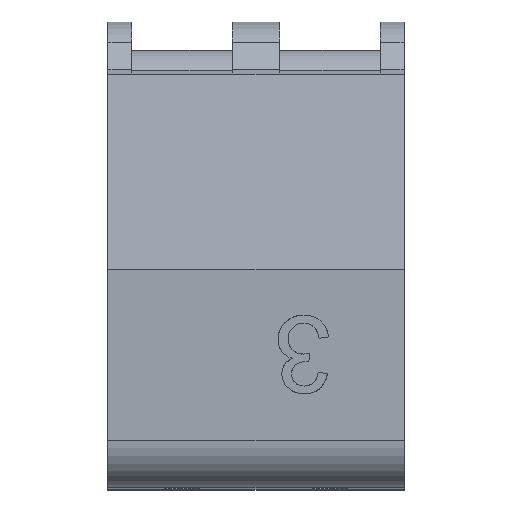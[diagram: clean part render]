
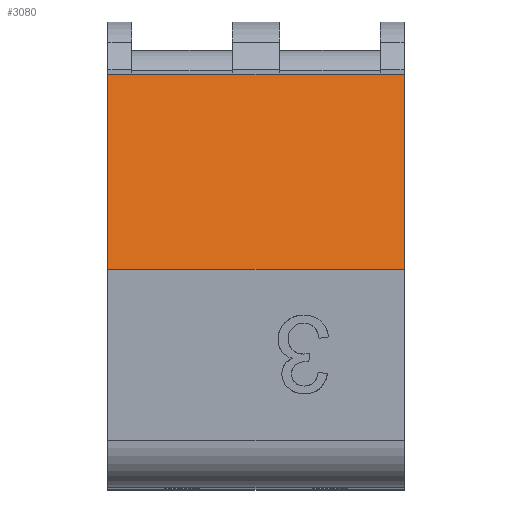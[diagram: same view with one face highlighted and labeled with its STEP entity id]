
A CAD part, top view. The second image highlights one B-rep face of the part: STEP entity #3080.
In plain terms, the highlighted planar face has unit normal (0, 0.174, 0.985).
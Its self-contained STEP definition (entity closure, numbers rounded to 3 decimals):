
#382=FACE_OUTER_BOUND('',#598,.T.);
#598=EDGE_LOOP('',(#2620,#2621,#2622,#2623));
#767=LINE('',#4894,#1038);
#858=LINE('',#5138,#1129);
#876=LINE('',#5176,#1147);
#877=LINE('',#5178,#1148);
#1038=VECTOR('',#3730,25.);
#1129=VECTOR('',#3963,16.856);
#1147=VECTOR('',#4001,25.);
#1148=VECTOR('',#4004,16.856);
#1381=VERTEX_POINT('',#4891);
#1382=VERTEX_POINT('',#4893);
#1464=VERTEX_POINT('',#5136);
#1474=VERTEX_POINT('',#5174);
#1729=EDGE_CURVE('',#1381,#1382,#767,.T.);
#1849=EDGE_CURVE('',#1381,#1464,#858,.T.);
#1868=EDGE_CURVE('',#1464,#1474,#876,.T.);
#1869=EDGE_CURVE('',#1474,#1382,#877,.T.);
#2620=ORIENTED_EDGE('',*,*,#1869,.T.);
#2621=ORIENTED_EDGE('',*,*,#1729,.F.);
#2622=ORIENTED_EDGE('',*,*,#1849,.T.);
#2623=ORIENTED_EDGE('',*,*,#1868,.T.);
#2757=PLANE('',#3301);
#3080=ADVANCED_FACE('',(#382),#2757,.T.);
#3301=AXIS2_PLACEMENT_3D('',#5177,#4002,#4003);
#3730=DIRECTION('',(1.,0.,0.));
#3963=DIRECTION('',(0.,-0.985,0.174));
#4001=DIRECTION('',(1.,0.,0.));
#4002=DIRECTION('center_axis',(0.,0.174,0.985));
#4003=DIRECTION('ref_axis',(1.,0.,0.));
#4004=DIRECTION('',(0.,0.985,-0.174));
#4891=CARTESIAN_POINT('',(-12.5,35.,58.273));
#4893=CARTESIAN_POINT('',(12.5,35.,58.273));
#4894=CARTESIAN_POINT('',(0.,35.,58.273));
#5136=CARTESIAN_POINT('',(-12.5,18.4,61.2));
#5138=CARTESIAN_POINT('',(-12.5,35.,58.273));
#5174=CARTESIAN_POINT('',(12.5,18.4,61.2));
#5176=CARTESIAN_POINT('',(0.,18.4,61.2));
#5177=CARTESIAN_POINT('Origin',(0.,18.4,61.2));
#5178=CARTESIAN_POINT('',(12.5,35.,58.273));
